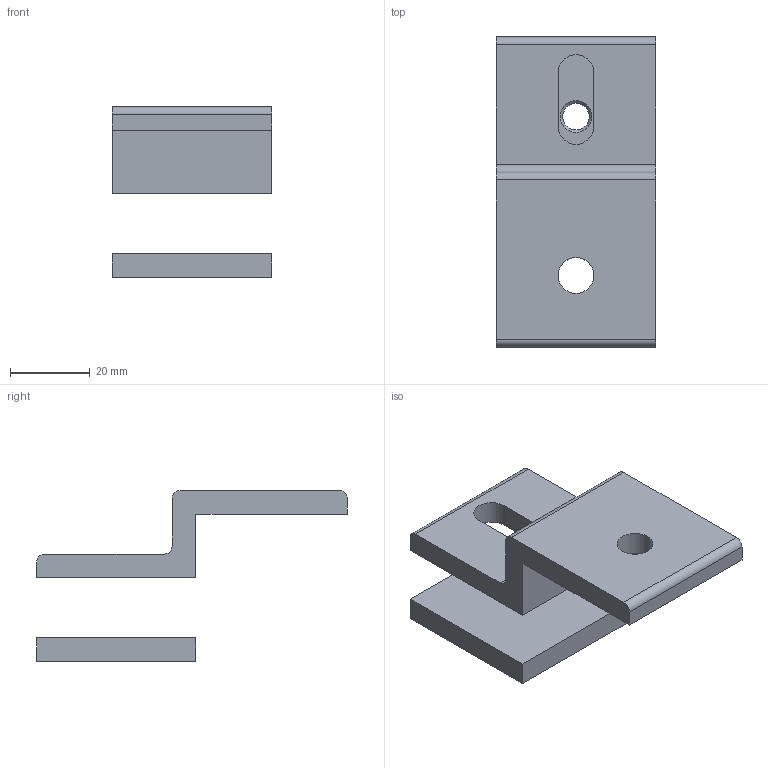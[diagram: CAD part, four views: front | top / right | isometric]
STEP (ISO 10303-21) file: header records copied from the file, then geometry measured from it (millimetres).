
FILE_DESCRIPTION(('FreeCAD Model'),'2;1');
FILE_NAME('Open CASCADE Shape Model','2024-03-20T10:40:31',(''),(''), 'Open CASCADE STEP processor 7.6','FreeCAD','Unknown');
FILE_SCHEMA(('AUTOMOTIVE_DESIGN { 1 0 10303 214 1 1 1 1 }'));
Length unit declared in the file: millimetre
Products named in the file (3): STI8-FG40; 093P40LN_1; 093P40LN_2
Assembly tree (2 placements, depth 2):
  STI8-FG40
    093P40LN_1
    093P40LN_2
Bounding box: 40 x 78 x 43 mm (x, y, z)
Volume: 30380.5 mm3; surface area: 13191.6 mm2
Topology: 2 solids, 2 shells, 28 faces, 70 edges, 46 vertices
Faces by surface type: plane 18, cylinder 8, cone 2
Full cylindrical faces by diameter (mm): 6.647 x1, 9 x1
Entity records: 1832 total; most frequent: CARTESIAN_POINT 315, DIRECTION 282, LINE 172, VECTOR 172, ORIENTED_EDGE 140, PCURVE 140, DEFINITIONAL_REPRESENTATION 140, EDGE_CURVE 70
